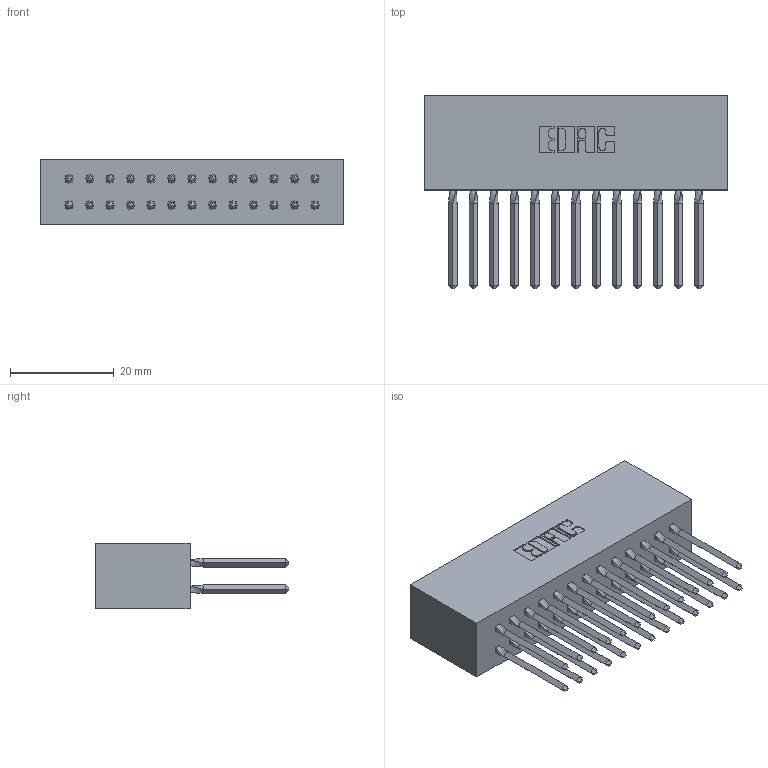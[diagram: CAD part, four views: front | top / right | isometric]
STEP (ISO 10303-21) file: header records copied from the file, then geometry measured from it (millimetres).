
FILE_DESCRIPTION (( 'STEP AP203' ), '1' );
FILE_NAME ('317-026-540-801.STEP', '2020-02-27T18:47:11', ( '' ), ( '' ), 'SwSTEP 2.0', 'SolidWorks 2016', '' );
FILE_SCHEMA (( 'CONFIG_CONTROL_DESIGN' ));
Length unit declared in the file: inch
Products named in the file (3): 317 Part_Lugless; 317-026-540-801; 317-290-001_540
Assembly tree (27 placements, depth 2):
  317-026-540-801
    317 Part_Lugless
    317-290-001_540  x26
Bounding box: 58.72 x 37.34 x 12.7 mm (x, y, z)
Volume: 10668.9 mm3; surface area: 15067.6 mm2
Topology: 27 solids, 27 shells, 2404 faces, 6661 edges, 4292 vertices
Faces by surface type: plane 1948, cylinder 352, bspline 104
Entity records: 22428 total; most frequent: CARTESIAN_POINT 4323, ORIENTED_EDGE 3822, DIRECTION 3185, EDGE_CURVE 1911, LINE 1663, VECTOR 1663, VERTEX_POINT 1267, AXIS2_PLACEMENT_3D 761
